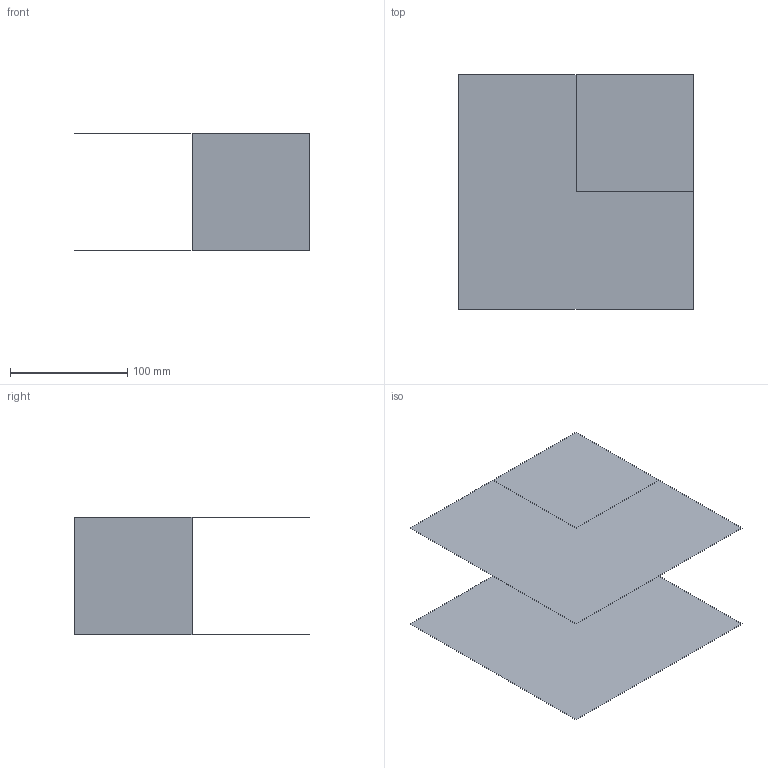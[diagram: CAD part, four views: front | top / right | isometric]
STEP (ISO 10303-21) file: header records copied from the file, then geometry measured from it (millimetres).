
FILE_DESCRIPTION(('Open CASCADE Model'),'2;1');
FILE_NAME('Open CASCADE Shape Model','2018-12-15T16:53:09',('Author'),( 'Open CASCADE'),'Open CASCADE STEP processor 6.9','Open CASCADE 6.9' ,'Unknown');
FILE_SCHEMA(('AUTOMOTIVE_DESIGN { 1 0 10303 214 1 1 1 1 }'));
Length unit declared in the file: millimetre
Products named in the file (5): VERTEX; FACE; EDGE; SOLID
Bounding box: 200 x 200 x 100 mm (x, y, z)
Volume: 1000000 mm3; surface area: 140000 mm2
Topology: 1 solids, 3 shells, 8 faces, 21 edges, 18 vertices
Faces by surface type: plane 8
Entity records: 513 total; most frequent: CARTESIAN_POINT 81, DIRECTION 72, LINE 52, VECTOR 52, ORIENTED_EDGE 32, PCURVE 32, DEFINITIONAL_REPRESENTATION 32, EDGE_CURVE 20
